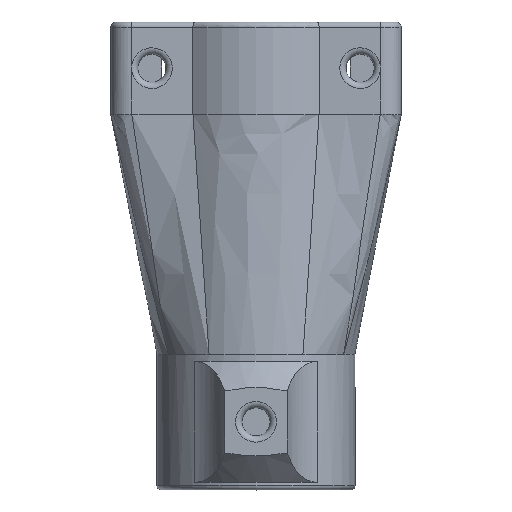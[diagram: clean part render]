
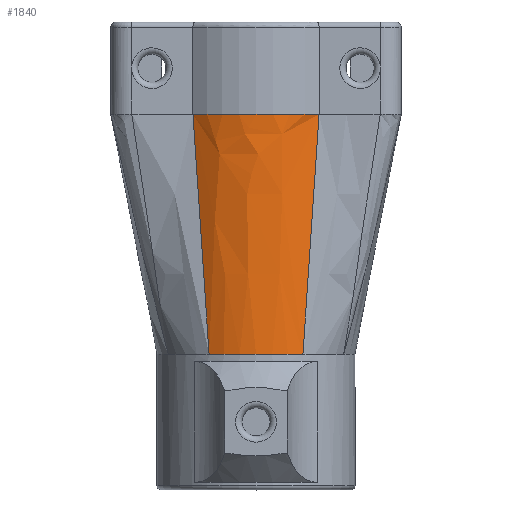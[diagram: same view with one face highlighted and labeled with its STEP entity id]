
A CAD part, top view. The second image highlights one B-rep face of the part: STEP entity #1840.
In plain terms, the highlighted free-form (B-spline) face has degree [3, 3] with [6, 4] control points.
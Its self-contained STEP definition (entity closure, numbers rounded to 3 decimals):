
#34=B_SPLINE_SURFACE_WITH_KNOTS('',3,3,((#3779,#3780,#3781,#3782),(#3783,
#3784,#3785,#3786),(#3787,#3788,#3789,#3790),(#3791,#3792,#3793,#3794),
(#3795,#3796,#3797,#3798),(#3799,#3800,#3801,#3802)),.UNSPECIFIED.,.F.,
 .F.,.F.,(4,1,1,4),(4,4),(0.,0.286,0.571,1.),(0.,
1.),.UNSPECIFIED.);
#230=LINE('',#3338,#356);
#241=LINE('',#3530,#367);
#356=VECTOR('',#2398,23.075);
#367=VECTOR('',#2417,23.075);
#517=FACE_OUTER_BOUND('',#628,.T.);
#628=EDGE_LOOP('',(#1673,#1674,#1675,#1676));
#705=CIRCLE('',#1988,9.5);
#730=CIRCLE('',#2039,9.5);
#859=VERTEX_POINT('',#3093);
#860=VERTEX_POINT('',#3095);
#872=VERTEX_POINT('',#3336);
#881=VERTEX_POINT('',#3511);
#1081=EDGE_CURVE('',#859,#860,#705,.T.);
#1102=EDGE_CURVE('',#859,#872,#230,.T.);
#1121=EDGE_CURVE('',#860,#881,#241,.T.);
#1169=EDGE_CURVE('',#881,#872,#730,.T.);
#1673=ORIENTED_EDGE('',*,*,#1081,.F.);
#1674=ORIENTED_EDGE('',*,*,#1102,.T.);
#1675=ORIENTED_EDGE('',*,*,#1169,.F.);
#1676=ORIENTED_EDGE('',*,*,#1121,.F.);
#1840=ADVANCED_FACE('',(#517),#34,.F.);
#1988=AXIS2_PLACEMENT_3D('',#3096,#2378,#2379);
#2039=AXIS2_PLACEMENT_3D('',#3803,#2513,#2514);
#2378=DIRECTION('center_axis',(0.,-1.,0.));
#2379=DIRECTION('ref_axis',(1.,0.,0.));
#2398=DIRECTION('',(0.067,0.997,-0.045));
#2417=DIRECTION('',(-0.067,0.997,-0.045));
#2513=DIRECTION('center_axis',(0.,1.,0.));
#2514=DIRECTION('ref_axis',(-1.,0.,0.));
#3093=CARTESIAN_POINT('',(4.495,-28.2,10.263));
#3095=CARTESIAN_POINT('',(-4.505,-28.2,10.263));
#3096=CARTESIAN_POINT('Origin',(-0.005,-28.2,1.896));
#3336=CARTESIAN_POINT('',(6.043,-5.2,9.223));
#3338=CARTESIAN_POINT('',(4.495,-28.2,10.263));
#3511=CARTESIAN_POINT('',(-6.053,-5.2,9.223));
#3530=CARTESIAN_POINT('',(-4.505,-28.2,10.263));
#3779=CARTESIAN_POINT('Ctrl Pts',(4.495,-28.2,10.263));
#3780=CARTESIAN_POINT('Ctrl Pts',(5.011,-20.533,9.916));
#3781=CARTESIAN_POINT('Ctrl Pts',(5.527,-12.867,9.57));
#3782=CARTESIAN_POINT('Ctrl Pts',(6.043,-5.2,9.223));
#3783=CARTESIAN_POINT('Ctrl Pts',(3.709,-28.2,10.686));
#3784=CARTESIAN_POINT('Ctrl Pts',(4.166,-20.533,10.464));
#3785=CARTESIAN_POINT('Ctrl Pts',(4.623,-12.867,10.24));
#3786=CARTESIAN_POINT('Ctrl Pts',(5.08,-5.2,10.018));
#3787=CARTESIAN_POINT('Ctrl Pts',(2.016,-28.2,11.308));
#3788=CARTESIAN_POINT('Ctrl Pts',(2.29,-20.533,11.279));
#3789=CARTESIAN_POINT('Ctrl Pts',(2.564,-12.867,11.249));
#3790=CARTESIAN_POINT('Ctrl Pts',(2.838,-5.2,11.22));
#3791=CARTESIAN_POINT('Ctrl Pts',(-1.133,-28.2,11.532));
#3792=CARTESIAN_POINT('Ctrl Pts',(-1.289,-20.533,11.576));
#3793=CARTESIAN_POINT('Ctrl Pts',(-1.444,-12.867,11.62));
#3794=CARTESIAN_POINT('Ctrl Pts',(-1.6,-5.2,11.664));
#3795=CARTESIAN_POINT('Ctrl Pts',(-3.325,-28.2,10.897));
#3796=CARTESIAN_POINT('Ctrl Pts',(-3.754,-20.533,10.738));
#3797=CARTESIAN_POINT('Ctrl Pts',(-4.18,-12.867,10.575));
#3798=CARTESIAN_POINT('Ctrl Pts',(-4.608,-5.2,10.415));
#3799=CARTESIAN_POINT('Ctrl Pts',(-4.505,-28.2,10.263));
#3800=CARTESIAN_POINT('Ctrl Pts',(-5.021,-20.533,9.916));
#3801=CARTESIAN_POINT('Ctrl Pts',(-5.537,-12.867,9.57));
#3802=CARTESIAN_POINT('Ctrl Pts',(-6.053,-5.2,9.223));
#3803=CARTESIAN_POINT('Origin',(-0.005,-5.2,1.896));
